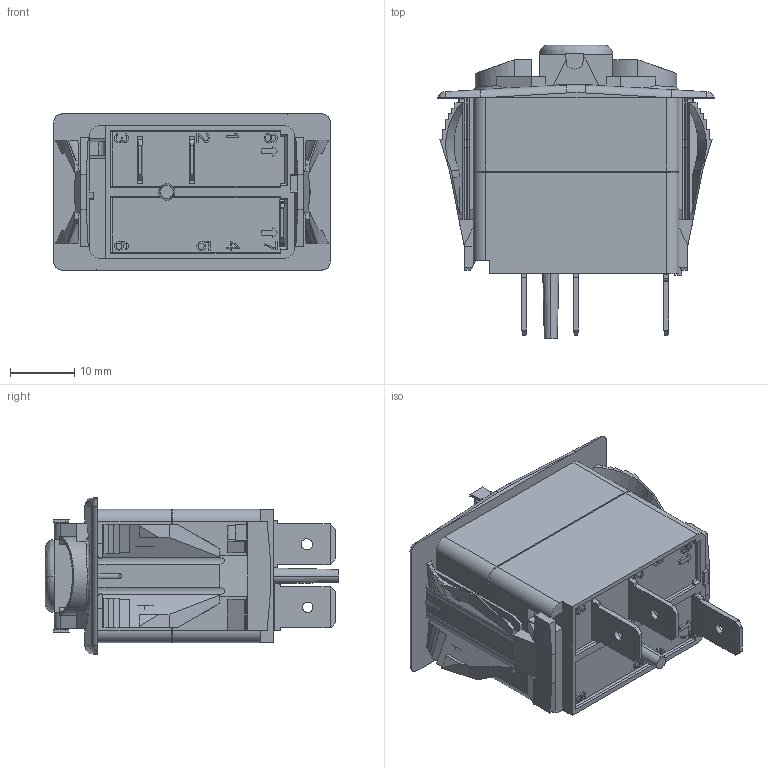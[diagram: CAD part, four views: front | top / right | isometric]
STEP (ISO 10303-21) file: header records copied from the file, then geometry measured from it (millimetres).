
FILE_DESCRIPTION (( 'STEP AP203' ), '1' );
FILE_NAME ('B9215.STEP', '2023-01-19T18:35:37', ( '' ), ( '' ), 'SwSTEP 2.0', 'SolidWorks 2022', '' );
FILE_SCHEMA (( 'CONFIG_CONTROL_DESIGN' ));
Length unit declared in the file: inch
Products named in the file (1): B9215
Bounding box: 43.18 x 45.9 x 24.38 mm (x, y, z)
Volume: 32602.2 mm3; surface area: 12858.4 mm2
Topology: 3 solids, 3 shells, 1336 faces, 3739 edges, 2437 vertices
Faces by surface type: plane 1109, cylinder 192, bspline 18, cone 15, sphere 2
Entity records: 43108 total; most frequent: CARTESIAN_POINT 8946, ORIENTED_EDGE 7474, DIRECTION 6529, EDGE_CURVE 3737, LINE 3189, VECTOR 3189, VERTEX_POINT 2437, AXIS2_PLACEMENT_3D 1670
